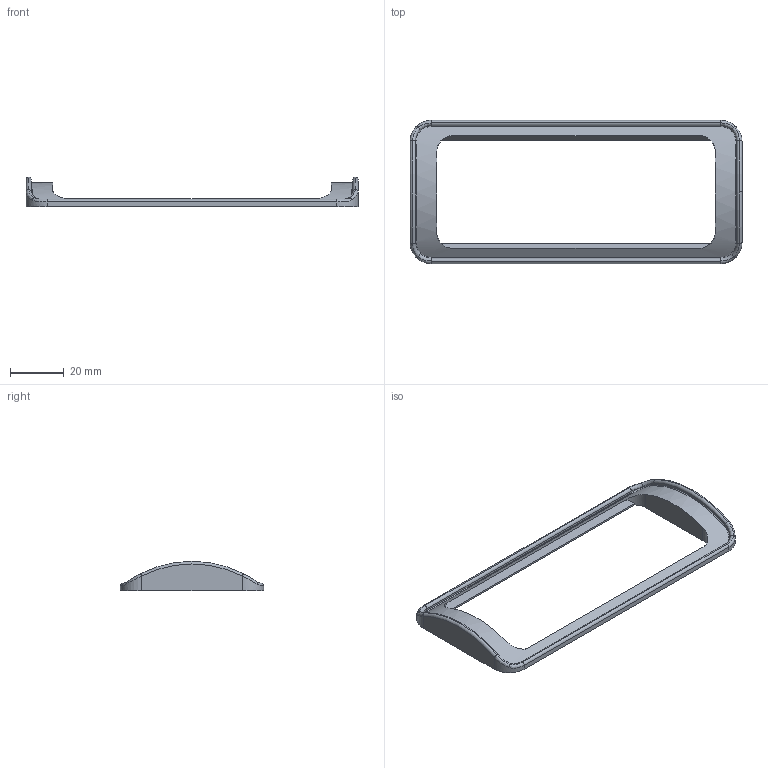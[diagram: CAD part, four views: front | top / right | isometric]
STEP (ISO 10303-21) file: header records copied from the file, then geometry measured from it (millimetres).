
FILE_DESCRIPTION (( 'STEP AP203' ), '1' );
FILE_NAME ('A-876-2RB_.STEP', '2006-07-27T23:26:10', ( ' ' ), ( ' ' ), 'SwSTEP 2.0', 'SolidWorks 2005204', '' );
FILE_SCHEMA (( 'CONFIG_CONTROL_DESIGN' ));
Length unit declared in the file: millimetre
Products named in the file (1): A-876-2RB_
Bounding box: 124 x 53.5 x 11 mm (x, y, z)
Volume: 9921 mm3; surface area: 8205.9 mm2
Topology: 1 solids, 1 shells, 63 faces, 147 edges, 86 vertices
Faces by surface type: cylinder 21, bspline 20, plane 15, torus 7
Entity records: 13457 total; most frequent: CARTESIAN_POINT 12045, ORIENTED_EDGE 294, DIRECTION 254, EDGE_CURVE 147, AXIS2_PLACEMENT_3D 103, VERTEX_POINT 86, EDGE_LOOP 65, FACE_OUTER_BOUND 63
